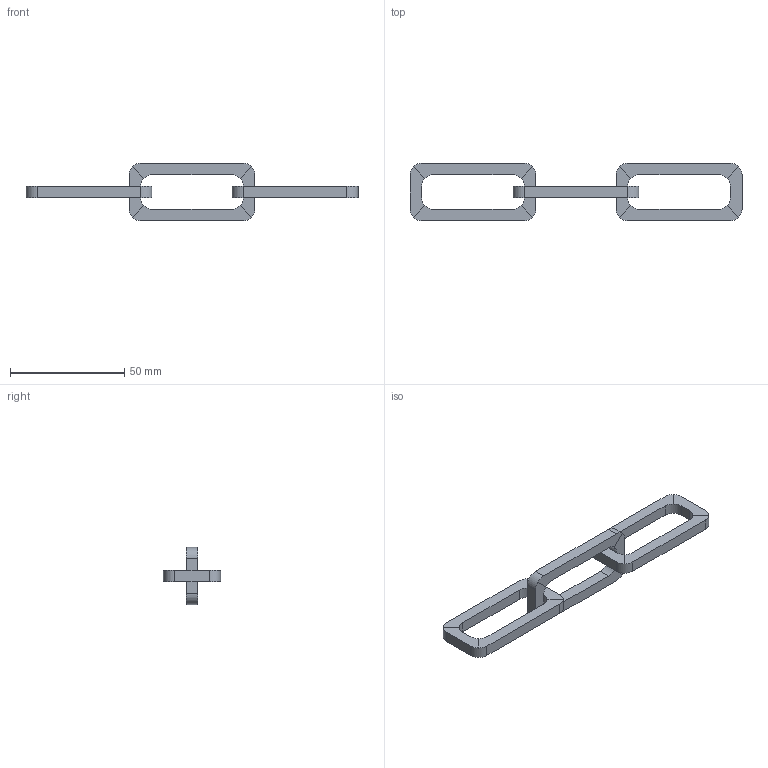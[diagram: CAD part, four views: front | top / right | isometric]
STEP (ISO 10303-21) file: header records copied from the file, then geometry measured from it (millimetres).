
FILE_DESCRIPTION (( 'STEP AP214' ), '1' );
FILE_NAME ('Multiple Units Tangled.STEP', '2024-09-10T17:54:13', ( '' ), ( '' ), 'SwSTEP 2.0', 'SolidWorks 2022', '' );
FILE_SCHEMA (( 'AUTOMOTIVE_DESIGN' ));
Length unit declared in the file: inch
Products named in the file (2): single unit of a chain; Multiple Units Tangled
Assembly tree (3 placements, depth 2):
  Multiple Units Tangled
    single unit of a chain  x3
Bounding box: 145 x 25 x 25 mm (x, y, z)
Volume: 10500 mm3; surface area: 8142.5 mm2
Topology: 3 solids, 3 shells, 72 faces, 216 edges, 144 vertices
Faces by surface type: plane 48, cylinder 24
Entity records: 922 total; most frequent: DIRECTION 164, CARTESIAN_POINT 150, ORIENTED_EDGE 144, EDGE_CURVE 72, AXIS2_PLACEMENT_3D 62, VERTEX_POINT 48, LINE 40, VECTOR 40
